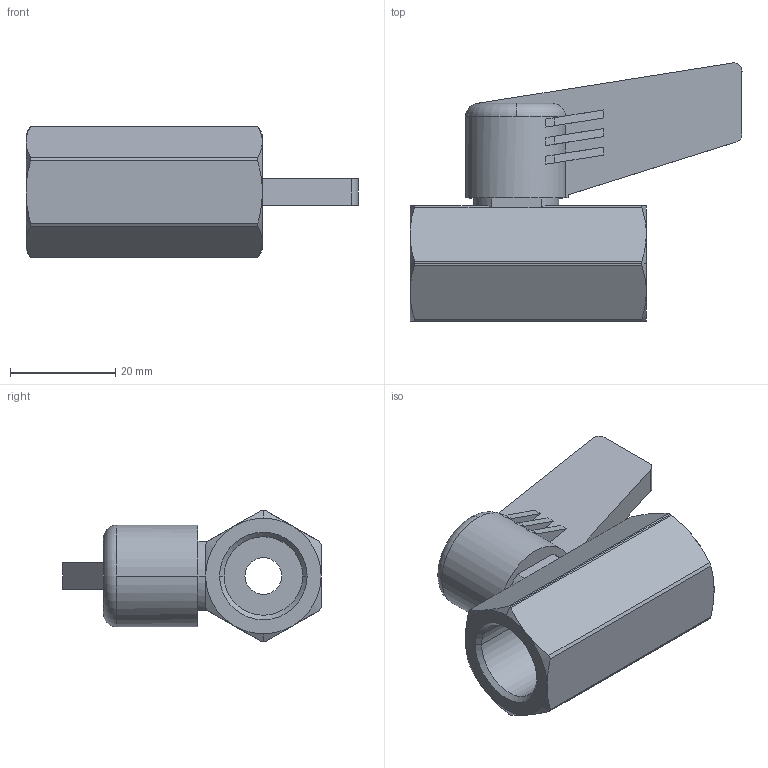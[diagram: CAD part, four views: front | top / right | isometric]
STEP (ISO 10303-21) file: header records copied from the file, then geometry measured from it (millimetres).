
FILE_DESCRIPTION(('STEP AP214'),'1');
FILE_NAME('0492_07_17.stp','2016-07-07T14:24:02',('TraceParts'),('TraceParts S.A.'),'Spatial InterOp 3D',' ',' ');
FILE_SCHEMA(('automotive_design'));
Length unit declared in the file: millimetre
Products named in the file (1): 1
Bounding box: 63.22 x 49.18 x 25 mm (x, y, z)
Volume: 21936.9 mm3; surface area: 8788.8 mm2
Topology: 1 solids, 1 shells, 98 faces, 257 edges, 164 vertices
Faces by surface type: plane 39, cylinder 32, cone 24, torus 3
Entity records: 3235 total; most frequent: CARTESIAN_POINT 805, DIRECTION 524, ORIENTED_EDGE 514, EDGE_CURVE 257, AXIS2_PLACEMENT_3D 205, VERTEX_POINT 164, LINE 114, VECTOR 114
